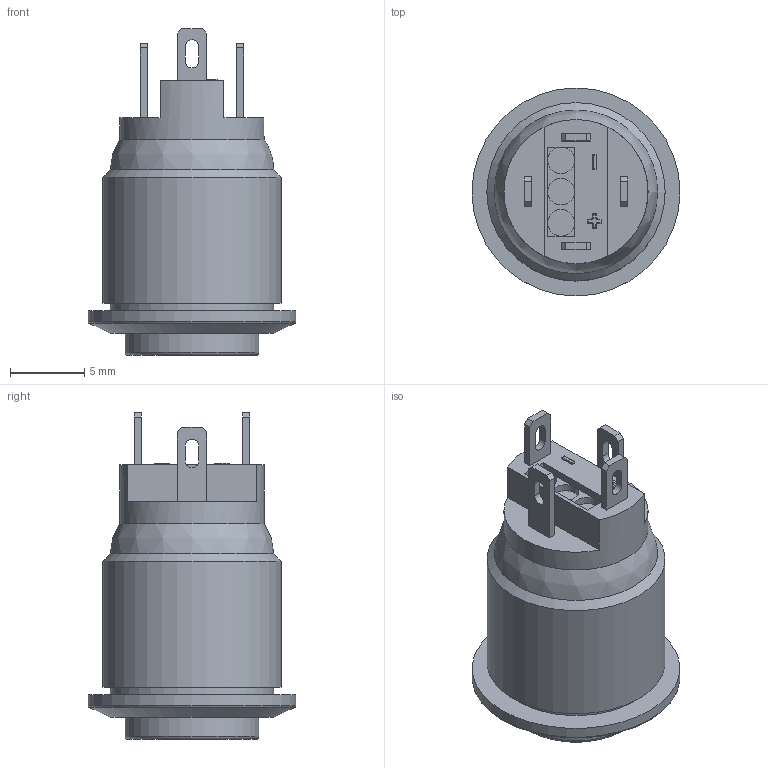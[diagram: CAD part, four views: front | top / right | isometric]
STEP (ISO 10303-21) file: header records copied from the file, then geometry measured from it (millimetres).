
FILE_DESCRIPTION((' '),'2;1');
FILE_NAME('PV0H240xx-2xx.stp','2017-08-03T14:21:02',(' '),(' '),' ','ACIS',' ');
FILE_SCHEMA(('CONFIG_CONTROL_DESIGN'));
Length unit declared in the file: inch
Products named in the file (1): PV0H240xx-2xx.stp
Bounding box: 14 x 14 x 22 mm (x, y, z)
Volume: 1758.3 mm3; surface area: 1029.9 mm2
Topology: 1 solids, 1 shells, 148 faces, 356 edges, 218 vertices
Faces by surface type: plane 77, cylinder 48, sphere 12, torus 8, cone 2, bspline 1
Full cylindrical faces by diameter (mm): 1.8 x3, 9 x1, 9.7 x1, 11 x1, 12 x1, 14 x1
Entity records: 4209 total; most frequent: DIRECTION 738, CARTESIAN_POINT 709, ORIENTED_EDGE 654, EDGE_CURVE 327, AXIS2_PLACEMENT_3D 263, VECTOR 212, LINE 212, VERTEX_POINT 207
